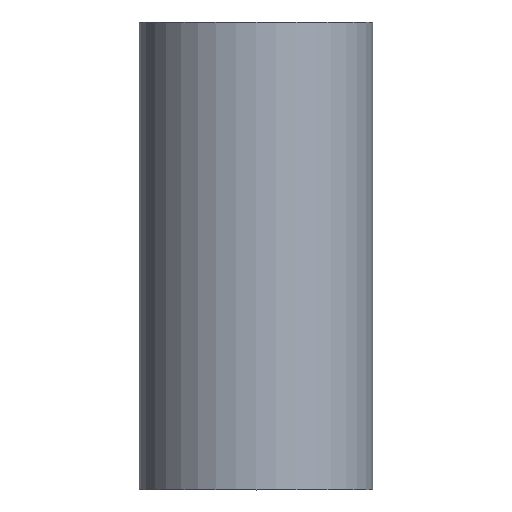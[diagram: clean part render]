
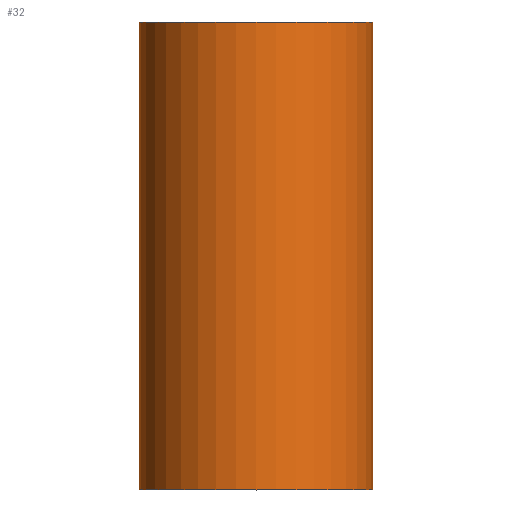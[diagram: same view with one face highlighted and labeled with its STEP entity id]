
A CAD part, top view. The second image highlights one B-rep face of the part: STEP entity #32.
In plain terms, the highlighted cylindrical face has radius 3.175 mm (diameter 6.35 mm), a full revolution.
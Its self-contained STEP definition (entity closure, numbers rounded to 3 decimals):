
#32 = ADVANCED_FACE( '', ( #61, #62 ), #63, .T. );
#61 = FACE_OUTER_BOUND( '', #84, .T. );
#62 = FACE_OUTER_BOUND( '', #85, .T. );
#63 = CYLINDRICAL_SURFACE( '', #86, 3.175 );
#84 = EDGE_LOOP( '', ( #105 ) );
#85 = EDGE_LOOP( '', ( #106 ) );
#86 = AXIS2_PLACEMENT_3D( '', #107, #108, #109 );
#105 = ORIENTED_EDGE( '', *, *, #122, .F. );
#106 = ORIENTED_EDGE( '', *, *, #120, .T. );
#107 = CARTESIAN_POINT( '', ( -37.122, 12.7, 20.764 ) );
#108 = DIRECTION( '', ( 0., 1., 0. ) );
#109 = DIRECTION( '', ( 0., 0., -1. ) );
#120 = EDGE_CURVE( '', #130, #130, #131, .T. );
#122 = EDGE_CURVE( '', #133, #133, #134, .T. );
#130 = VERTEX_POINT( '', #142 );
#131 = CIRCLE( '', #143, 3.175 );
#133 = VERTEX_POINT( '', #145 );
#134 = CIRCLE( '', #146, 3.175 );
#142 = CARTESIAN_POINT( '', ( -33.947, 0., 20.764 ) );
#143 = AXIS2_PLACEMENT_3D( '', #154, #155, #156 );
#145 = CARTESIAN_POINT( '', ( -33.947, 12.7, 20.764 ) );
#146 = AXIS2_PLACEMENT_3D( '', #157, #158, #159 );
#154 = CARTESIAN_POINT( '', ( -37.122, 0., 20.764 ) );
#155 = DIRECTION( '', ( 0., 1., 0. ) );
#156 = DIRECTION( '', ( 1., 0., 0. ) );
#157 = CARTESIAN_POINT( '', ( -37.122, 12.7, 20.764 ) );
#158 = DIRECTION( '', ( 0., 1., 0. ) );
#159 = DIRECTION( '', ( 1., 0., 0. ) );
